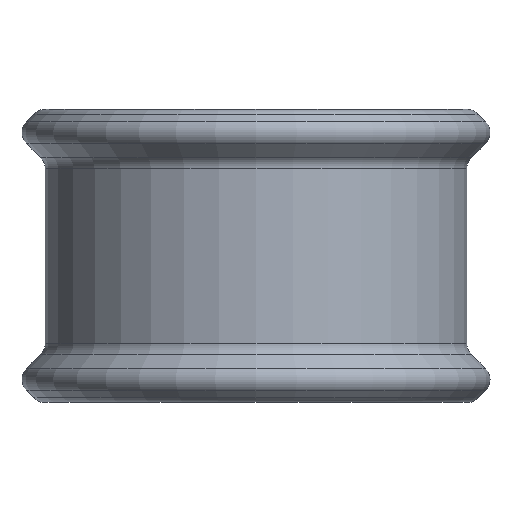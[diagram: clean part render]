
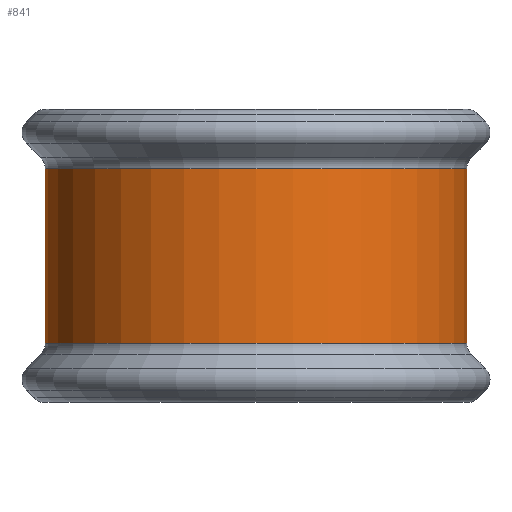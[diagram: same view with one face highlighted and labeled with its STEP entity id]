
A CAD part, front view. The second image highlights one B-rep face of the part: STEP entity #841.
In plain terms, the highlighted cylindrical face has radius 10.122 mm (diameter 20.244 mm), a partial arc.
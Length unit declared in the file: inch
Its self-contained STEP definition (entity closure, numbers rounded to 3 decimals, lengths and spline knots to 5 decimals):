
#257 = CIRCLE ( 'NONE', #3254, 0.3985 ) ;
#298 = DIRECTION ( 'NONE',  ( -1., 0., 0. ) ) ;
#312 = AXIS2_PLACEMENT_3D ( 'NONE', #5959, #3141, #298 ) ;
#377 = CYLINDRICAL_SURFACE ( 'NONE', #2845, 0.3985 ) ;
#494 = CARTESIAN_POINT ( 'NONE',  ( -0.055, -0.718, 0.16479 ) ) ;
#622 = DIRECTION ( 'NONE',  ( 0., 0., 1. ) ) ;
#741 = EDGE_CURVE ( 'NONE', #5635, #1203, #2527, .T. ) ;
#814 = VECTOR ( 'NONE', #3335, 39.37008 ) ;
#841 = ADVANCED_FACE ( 'NONE', ( #4743 ), #377, .T. ) ;
#871 = LINE ( 'NONE', #2064, #1974 ) ;
#1203 = VERTEX_POINT ( 'NONE', #3288 ) ;
#1209 = CARTESIAN_POINT ( 'NONE',  ( 0.3435, -0.718, 0.16479 ) ) ;
#1269 = CARTESIAN_POINT ( 'NONE',  ( 0.3435, -0.718, 0. ) ) ;
#1682 = DIRECTION ( 'NONE',  ( -1., 0., 0. ) ) ;
#1974 = VECTOR ( 'NONE', #622, 39.37008 ) ;
#2064 = CARTESIAN_POINT ( 'NONE',  ( 0.3435, -0.3195, 0.16479 ) ) ;
#2070 = LINE ( 'NONE', #494, #814 ) ;
#2103 = DIRECTION ( 'NONE',  ( -1., 0., 0. ) ) ;
#2527 = CIRCLE ( 'NONE', #312, 0.3985 ) ;
#2572 = EDGE_CURVE ( 'NONE', #4991, #2596, #257, .T. ) ;
#2596 = VERTEX_POINT ( 'NONE', #5474 ) ;
#2845 = AXIS2_PLACEMENT_3D ( 'NONE', #1269, #4064, #2103 ) ;
#3141 = DIRECTION ( 'NONE',  ( 0., 0., -1. ) ) ;
#3254 = AXIS2_PLACEMENT_3D ( 'NONE', #1209, #4520, #1682 ) ;
#3288 = CARTESIAN_POINT ( 'NONE',  ( -0.055, -0.718, -0.16479 ) ) ;
#3335 = DIRECTION ( 'NONE',  ( 0., 0., 1. ) ) ;
#3395 = EDGE_CURVE ( 'NONE', #1203, #2596, #2070, .T. ) ;
#3803 = ORIENTED_EDGE ( 'NONE', *, *, #5178, .T. ) ;
#3962 = CARTESIAN_POINT ( 'NONE',  ( 0.3435, -0.3195, -0.16479 ) ) ;
#4064 = DIRECTION ( 'NONE',  ( 0., 0., -1. ) ) ;
#4108 = CARTESIAN_POINT ( 'NONE',  ( 0.3435, -0.3195, 0.16479 ) ) ;
#4381 = EDGE_LOOP ( 'NONE', ( #3803, #5918, #5456, #4971 ) ) ;
#4520 = DIRECTION ( 'NONE',  ( 0., 0., -1. ) ) ;
#4743 = FACE_OUTER_BOUND ( 'NONE', #4381, .T. ) ;
#4971 = ORIENTED_EDGE ( 'NONE', *, *, #741, .F. ) ;
#4991 = VERTEX_POINT ( 'NONE', #4108 ) ;
#5178 = EDGE_CURVE ( 'NONE', #5635, #4991, #871, .T. ) ;
#5456 = ORIENTED_EDGE ( 'NONE', *, *, #3395, .F. ) ;
#5474 = CARTESIAN_POINT ( 'NONE',  ( -0.055, -0.718, 0.16479 ) ) ;
#5635 = VERTEX_POINT ( 'NONE', #3962 ) ;
#5918 = ORIENTED_EDGE ( 'NONE', *, *, #2572, .T. ) ;
#5959 = CARTESIAN_POINT ( 'NONE',  ( 0.3435, -0.718, -0.16479 ) ) ;
